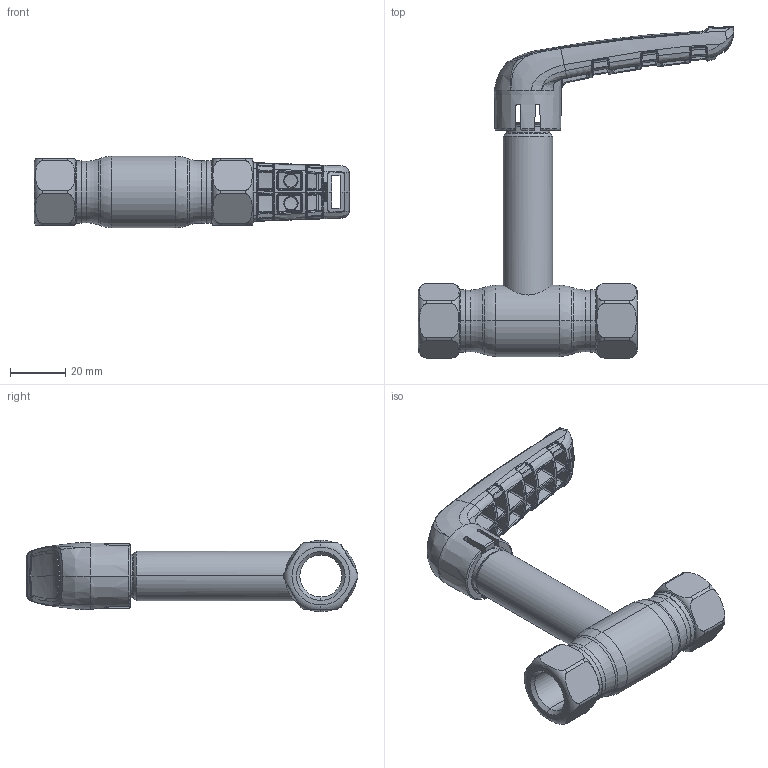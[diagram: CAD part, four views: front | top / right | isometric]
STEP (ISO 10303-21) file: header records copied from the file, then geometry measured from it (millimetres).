
FILE_DESCRIPTION (( 'STEP AP214' ), '1' );
FILE_NAME ('1010002031-2101.step', '2023-09-12T11:15:02', ( '' ), ( '' ), 'SwSTEP 2.0', 'SolidWorks 2021', '' );
FILE_SCHEMA (( 'AUTOMOTIVE_DESIGN' ));
Length unit declared in the file: millimetre
Products named in the file (1): 1010002031-2101
Bounding box: 114.58 x 120.68 x 26 mm (x, y, z)
Surface area: 21764 mm2 (no closed solid volume)
Topology: 0 solids, 7 shells, 797 faces, 2349 edges, 1465 vertices
Faces by surface type: bspline 634, plane 69, cylinder 44, torus 29, cone 21
Entity records: 66561 total; most frequent: CARTESIAN_POINT 42406, ORIENTED_EDGE 4055, EDGE_CURVE 2325, B_SPLINE_CURVE_WITH_KNOTS 1615, DIRECTION 1561, VERTEX_POINT 1465, EDGE_LOOP 819, UNCERTAINTY_MEASURE_WITH_UNIT 799
